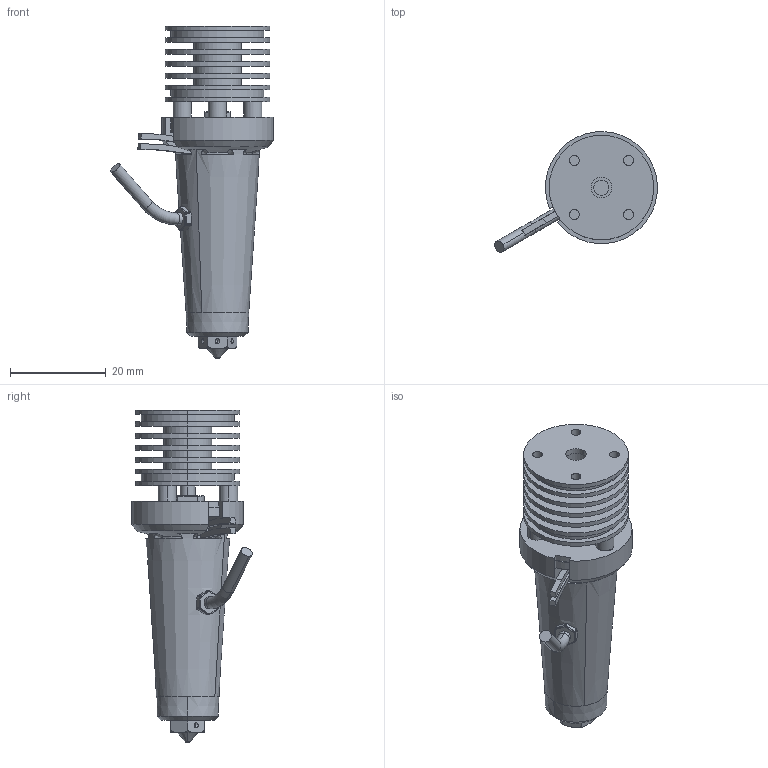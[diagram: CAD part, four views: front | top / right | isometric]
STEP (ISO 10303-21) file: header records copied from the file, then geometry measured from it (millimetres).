
FILE_DESCRIPTION (( 'STEP AP214' ), '1' );
FILE_NAME ('Goliath Mockup AIR.STEP', '2023-11-26T14:23:08', ( '' ), ( '' ), 'SwSTEP 2.0', 'SolidWorks 2023', '' );
FILE_SCHEMA (( 'AUTOMOTIVE_DESIGN' ));
Length unit declared in the file: millimetre
Products named in the file (2): Goliath Mockup AIR; LSD Air cooled_1
Assembly tree (1 placements, depth 2):
  Goliath Mockup AIR
    LSD Air cooled_1
Bounding box: 33.99 x 25.15 x 69.25 mm (x, y, z)
Volume: 13212.5 mm3; surface area: 8664.4 mm2
Topology: 1 solids, 1 shells, 342 faces, 839 edges, 519 vertices
Faces by surface type: cylinder 155, plane 81, cone 40, sphere 24, bspline 22, torus 20
Entity records: 14642 total; most frequent: CARTESIAN_POINT 3931, DIRECTION 1730, ORIENTED_EDGE 1666, EDGE_CURVE 833, AXIS2_PLACEMENT_3D 731, VERTEX_POINT 519, CIRCLE 407, EDGE_LOOP 392
